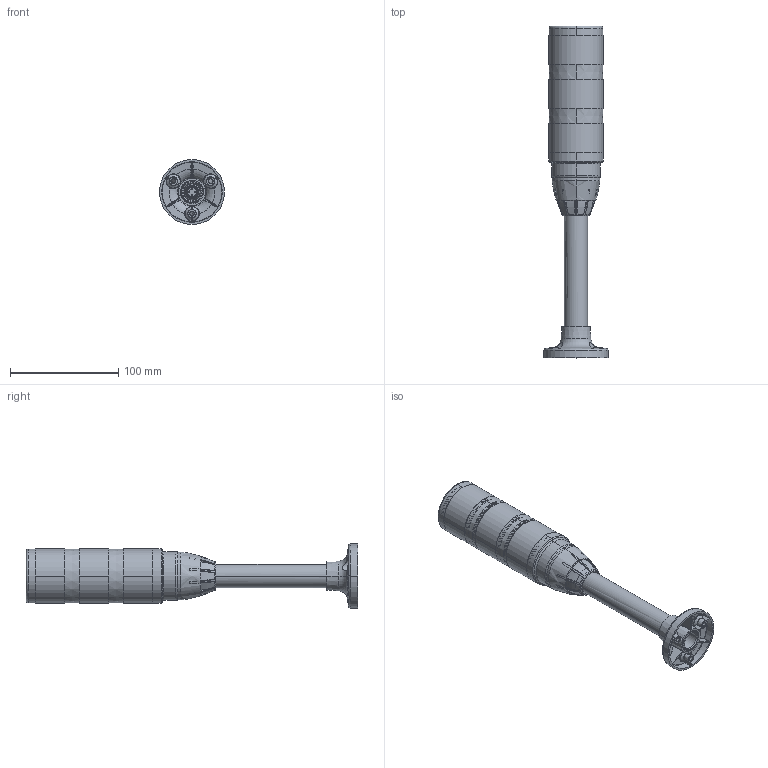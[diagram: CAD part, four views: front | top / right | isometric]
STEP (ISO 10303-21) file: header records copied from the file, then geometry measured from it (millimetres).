
FILE_DESCRIPTION((''),'2;1');
FILE_NAME('212229_ASM','2019-05-22T10:17:00',('pdmadmin'),('BANNER ENGINEERING'),'CREO PARAMETRIC BY PTC INC, 2018300','CREO PARAMETRIC BY PTC INC, 2018300','');
FILE_SCHEMA(('CONFIG_CONTROL_DESIGN'));
Length unit declared in the file: millimetre
Products named in the file (12): 140410; 141960; 188201; 140427_WEB_MODEL; 140412; 140411; 145174_ASM; 191129; 145598; 206368; 208601_ASM; 212229_ASM
Assembly tree (14 placements, depth 3):
  212229_ASM
    145174_ASM
      140410
      141960
      188201
      140427_WEB_MODEL  x3
      140412  x2
      140411
    191129
    145598
    208601_ASM
      206368
Bounding box: 60 x 307.2 x 60 mm (x, y, z)
Volume: 135272.6 mm3; surface area: 135175 mm2
Topology: 12 solids, 12 shells, 1649 faces, 4303 edges, 2751 vertices
Faces by surface type: plane 548, cylinder 441, bspline 360, cone 184, torus 110, sphere 6
Entity records: 94556 total; most frequent: CARTESIAN_POINT 64624, ORIENTED_EDGE 6902, DIRECTION 5224, EDGE_CURVE 3451, VERTEX_POINT 2191, AXIS2_PLACEMENT_3D 2039, EDGE_LOOP 1418, FACE_OUTER_BOUND 1328
